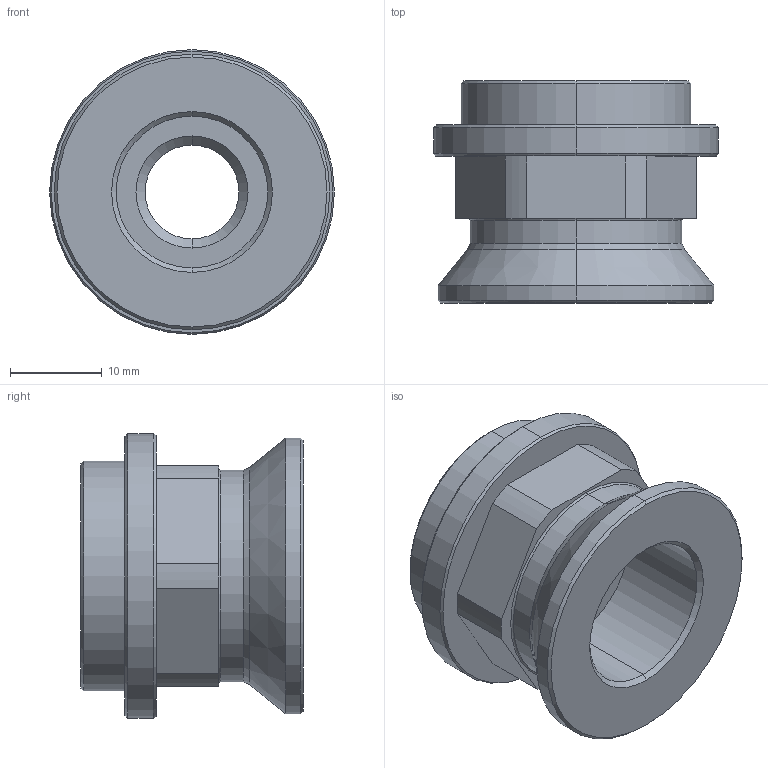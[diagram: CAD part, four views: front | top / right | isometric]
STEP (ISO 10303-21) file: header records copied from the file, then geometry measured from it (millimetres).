
FILE_DESCRIPTION (( 'STEP AP214' ), '1' );
FILE_NAME ('2000 111 EZNi o.Zentr ø25_M12 BI. 4.8 Speedy metec 2 063-026.STEP', '2014-04-24T15:05:01', ( '' ), ( '' ), 'SwSTEP 2.0', 'SolidWorks 2013', '' );
FILE_SCHEMA (( 'AUTOMOTIVE_DESIGN' ));
Length unit declared in the file: millimetre
Products named in the file (1): 2000 111 EZNi o.Zentr ø25_M12 BI. 4.8 Speedy metec 2 063-026
Bounding box: 31 x 24.2 x 31 mm (x, y, z)
Volume: 9772.9 mm3; surface area: 4625.6 mm2
Topology: 1 solids, 1 shells, 50 faces, 110 edges, 66 vertices
Faces by surface type: cone 18, cylinder 18, plane 12, torus 2
Entity records: 1412 total; most frequent: DIRECTION 268, CARTESIAN_POINT 227, ORIENTED_EDGE 220, EDGE_CURVE 110, AXIS2_PLACEMENT_3D 107, VERTEX_POINT 66, CIRCLE 56, EDGE_LOOP 56
